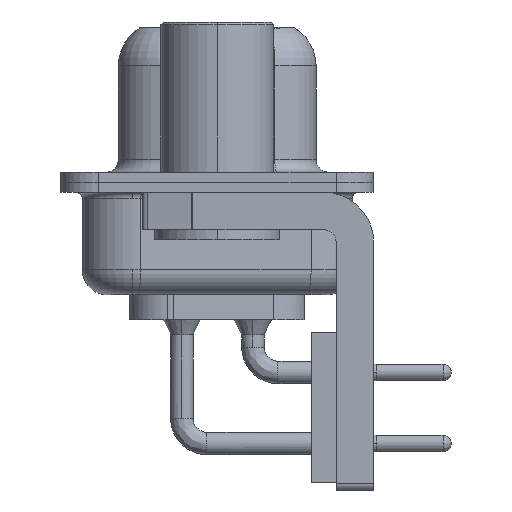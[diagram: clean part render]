
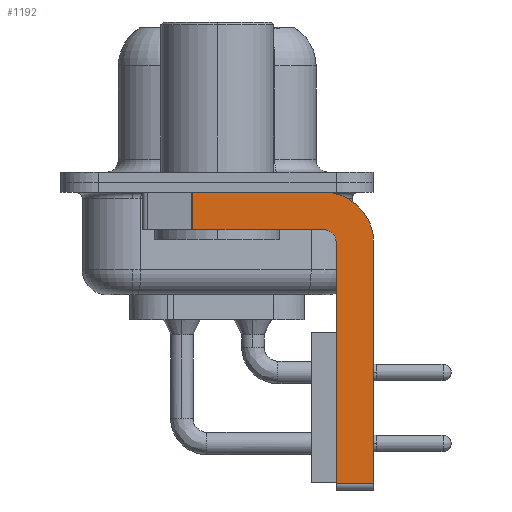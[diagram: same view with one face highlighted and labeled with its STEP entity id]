
A CAD part, left-side view. The second image highlights one B-rep face of the part: STEP entity #1192.
In plain terms, the highlighted planar face has unit normal (-1, 0, 0).
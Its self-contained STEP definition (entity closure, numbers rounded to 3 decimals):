
#520 = CARTESIAN_POINT ( 'NONE',  ( -2.9, -6.25, -2.4 ) ) ;
#886 = DIRECTION ( 'NONE',  ( 0., -1., 0. ) ) ;
#1035 = EDGE_LOOP ( 'NONE', ( #10749, #5314, #17966, #3930, #9712, #2387, #18078, #17726 ) ) ;
#1192 = ADVANCED_FACE ( 'NONE', ( #13369 ), #12893, .F. ) ;
#1467 = LINE ( 'NONE', #520, #15572 ) ;
#1687 = VECTOR ( 'NONE', #886, 1000. ) ;
#2371 = VERTEX_POINT ( 'NONE', #19888 ) ;
#2387 = ORIENTED_EDGE ( 'NONE', *, *, #18693, .T. ) ;
#3460 = LINE ( 'NONE', #11151, #20021 ) ;
#3930 = ORIENTED_EDGE ( 'NONE', *, *, #7118, .F. ) ;
#4477 = EDGE_CURVE ( 'NONE', #5261, #2371, #25872, .T. ) ;
#4797 = CARTESIAN_POINT ( 'NONE',  ( -2.9, -4.75, -2.4 ) ) ;
#4850 = VERTEX_POINT ( 'NONE', #18997 ) ;
#5261 = VERTEX_POINT ( 'NONE', #22364 ) ;
#5314 = ORIENTED_EDGE ( 'NONE', *, *, #22505, .T. ) ;
#5358 = VERTEX_POINT ( 'NONE', #4797 ) ;
#5393 = AXIS2_PLACEMENT_3D ( 'NONE', #6638, #20561, #8608 ) ;
#5630 = LINE ( 'NONE', #5663, #20868 ) ;
#5663 = CARTESIAN_POINT ( 'NONE',  ( -2.9, 0.978, -1.9 ) ) ;
#6638 = CARTESIAN_POINT ( 'NONE',  ( -2.9, -4.25, -2.4 ) ) ;
#7118 = EDGE_CURVE ( 'NONE', #5358, #5261, #21342, .T. ) ;
#7207 = DIRECTION ( 'NONE',  ( 0., 0., -1. ) ) ;
#7267 = CARTESIAN_POINT ( 'NONE',  ( -2.9, -4.25, -0.4 ) ) ;
#7388 = AXIS2_PLACEMENT_3D ( 'NONE', #22904, #10917, #24963 ) ;
#7428 = CARTESIAN_POINT ( 'NONE',  ( -2.9, -4.25, -1.9 ) ) ;
#7632 = DIRECTION ( 'NONE',  ( 0., 0., -1. ) ) ;
#7745 = LINE ( 'NONE', #20912, #1687 ) ;
#8608 = DIRECTION ( 'NONE',  ( 0., 0., 1. ) ) ;
#9148 = DIRECTION ( 'NONE',  ( 0., -1., 0. ) ) ;
#9351 = DIRECTION ( 'NONE',  ( 0., 1., 0. ) ) ;
#9480 = EDGE_CURVE ( 'NONE', #20294, #4850, #1467, .T. ) ;
#9712 = ORIENTED_EDGE ( 'NONE', *, *, #14981, .F. ) ;
#10749 = ORIENTED_EDGE ( 'NONE', *, *, #13624, .F. ) ;
#10917 = DIRECTION ( 'NONE',  ( 1., 0., 0. ) ) ;
#11058 = CARTESIAN_POINT ( 'NONE',  ( -2.9, -4.75, -12.05 ) ) ;
#11151 = CARTESIAN_POINT ( 'NONE',  ( -2.9, -4.75, -12.3 ) ) ;
#11236 = DIRECTION ( 'NONE',  ( 0., 0., 1. ) ) ;
#12638 = LINE ( 'NONE', #17075, #13264 ) ;
#12893 = PLANE ( 'NONE',  #13419 ) ;
#13264 = VECTOR ( 'NONE', #9148, 1000. ) ;
#13369 = FACE_OUTER_BOUND ( 'NONE', #1035, .T. ) ;
#13419 = AXIS2_PLACEMENT_3D ( 'NONE', #24677, #19080, #7207 ) ;
#13624 = EDGE_CURVE ( 'NONE', #15929, #15633, #12638, .T. ) ;
#14981 = EDGE_CURVE ( 'NONE', #19320, #5358, #3460, .T. ) ;
#15572 = VECTOR ( 'NONE', #16580, 1000. ) ;
#15633 = VERTEX_POINT ( 'NONE', #7267 ) ;
#15929 = VERTEX_POINT ( 'NONE', #20214 ) ;
#16580 = DIRECTION ( 'NONE',  ( 0., 0., -1. ) ) ;
#16942 = EDGE_CURVE ( 'NONE', #15633, #20294, #18993, .T. ) ;
#17075 = CARTESIAN_POINT ( 'NONE',  ( -2.9, 3., -0.4 ) ) ;
#17726 = ORIENTED_EDGE ( 'NONE', *, *, #16942, .F. ) ;
#17966 = ORIENTED_EDGE ( 'NONE', *, *, #4477, .F. ) ;
#18078 = ORIENTED_EDGE ( 'NONE', *, *, #9480, .F. ) ;
#18693 = EDGE_CURVE ( 'NONE', #19320, #4850, #7745, .T. ) ;
#18993 = CIRCLE ( 'NONE', #7388, 2. ) ;
#18997 = CARTESIAN_POINT ( 'NONE',  ( -2.9, -6.25, -12.05 ) ) ;
#19080 = DIRECTION ( 'NONE',  ( 1., 0., 0. ) ) ;
#19320 = VERTEX_POINT ( 'NONE', #11058 ) ;
#19888 = CARTESIAN_POINT ( 'NONE',  ( -2.9, 0.978, -1.9 ) ) ;
#20021 = VECTOR ( 'NONE', #11236, 1000. ) ;
#20214 = CARTESIAN_POINT ( 'NONE',  ( -2.9, 0.978, -0.4 ) ) ;
#20294 = VERTEX_POINT ( 'NONE', #26186 ) ;
#20561 = DIRECTION ( 'NONE',  ( -1., 0., 0. ) ) ;
#20868 = VECTOR ( 'NONE', #7632, 1000. ) ;
#20912 = CARTESIAN_POINT ( 'NONE',  ( -2.9, -4.25, -12.05 ) ) ;
#21084 = VECTOR ( 'NONE', #9351, 1000. ) ;
#21342 = CIRCLE ( 'NONE', #5393, 0.5 ) ;
#22364 = CARTESIAN_POINT ( 'NONE',  ( -2.9, -4.25, -1.9 ) ) ;
#22505 = EDGE_CURVE ( 'NONE', #15929, #2371, #5630, .T. ) ;
#22904 = CARTESIAN_POINT ( 'NONE',  ( -2.9, -4.25, -2.4 ) ) ;
#24677 = CARTESIAN_POINT ( 'NONE',  ( -2.9, -4.25, -2.4 ) ) ;
#24963 = DIRECTION ( 'NONE',  ( 0., 0., -1. ) ) ;
#25872 = LINE ( 'NONE', #7428, #21084 ) ;
#26186 = CARTESIAN_POINT ( 'NONE',  ( -2.9, -6.25, -2.4 ) ) ;
